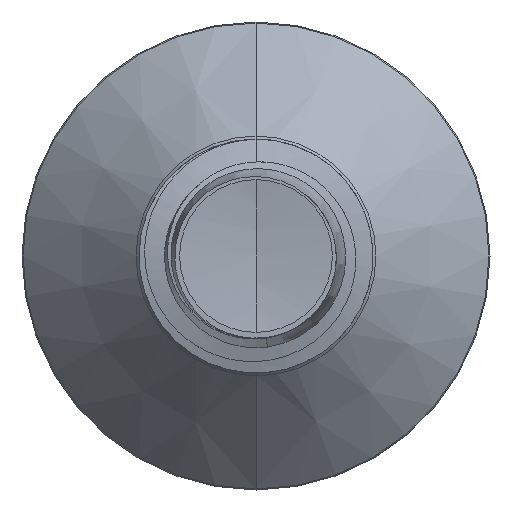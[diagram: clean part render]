
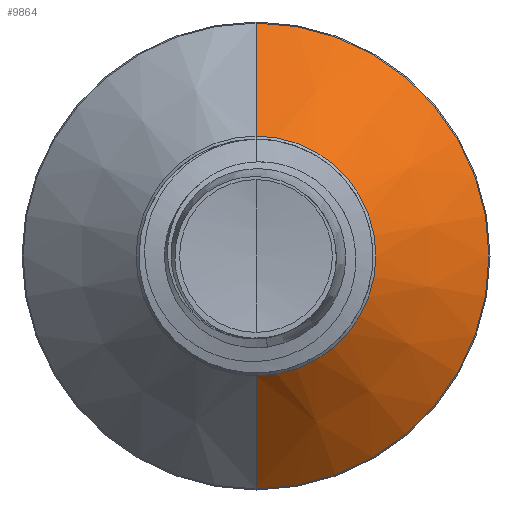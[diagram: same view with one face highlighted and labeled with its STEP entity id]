
A CAD part, front view. The second image highlights one B-rep face of the part: STEP entity #9864.
In plain terms, the highlighted conical face has half-angle 45 degrees and reference radius 2.563 mm.
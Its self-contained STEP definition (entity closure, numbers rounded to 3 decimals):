
#3219 = EDGE_CURVE ( 'NONE', #11427, #7700, #6348, .T. ) ;
#3680 = AXIS2_PLACEMENT_3D ( 'NONE', #4978, #11850, #6229 ) ;
#4135 = CARTESIAN_POINT ( 'NONE',  ( 0., 4.313, -2.563 ) ) ;
#4353 = AXIS2_PLACEMENT_3D ( 'NONE', #6408, #6425, #6436 ) ;
#4978 = CARTESIAN_POINT ( 'NONE',  ( 0., 6.728, 0. ) ) ;
#5494 = CARTESIAN_POINT ( 'NONE',  ( 0., 6.728, -4.978 ) ) ;
#5792 = AXIS2_PLACEMENT_3D ( 'NONE', #9096, #9989, #8167 ) ;
#6077 = ORIENTED_EDGE ( 'NONE', *, *, #10161, .F. ) ;
#6229 = DIRECTION ( 'NONE',  ( 0., 0., 1. ) ) ;
#6348 = CIRCLE ( 'NONE', #4353, 2.563 ) ;
#6408 = CARTESIAN_POINT ( 'NONE',  ( 0., 4.313, 0. ) ) ;
#6425 = DIRECTION ( 'NONE',  ( 0., 1., 0. ) ) ;
#6436 = DIRECTION ( 'NONE',  ( 0., 0., 1. ) ) ;
#6616 = ORIENTED_EDGE ( 'NONE', *, *, #13148, .T. ) ;
#6671 = CONICAL_SURFACE ( 'NONE', #5792, 2.563, 0.785 ) ;
#7303 = FACE_OUTER_BOUND ( 'NONE', #9198, .T. ) ;
#7527 = VECTOR ( 'NONE', #12121, 1000. ) ;
#7576 = LINE ( 'NONE', #14041, #7527 ) ;
#7700 = VERTEX_POINT ( 'NONE', #4135 ) ;
#8167 = DIRECTION ( 'NONE',  ( 0., 0., 1. ) ) ;
#8440 = ORIENTED_EDGE ( 'NONE', *, *, #11882, .F. ) ;
#9096 = CARTESIAN_POINT ( 'NONE',  ( 0., 4.313, 0. ) ) ;
#9128 = CARTESIAN_POINT ( 'NONE',  ( 0., 4.313, 2.563 ) ) ;
#9198 = EDGE_LOOP ( 'NONE', ( #9477, #6616, #8440, #6077 ) ) ;
#9477 = ORIENTED_EDGE ( 'NONE', *, *, #3219, .T. ) ;
#9549 = DIRECTION ( 'NONE',  ( 0., 0.707, 0.707 ) ) ;
#9864 = ADVANCED_FACE ( 'NONE', ( #7303 ), #6671, .T. ) ;
#9989 = DIRECTION ( 'NONE',  ( 0., 1., 0. ) ) ;
#10161 = EDGE_CURVE ( 'NONE', #11427, #12996, #13110, .T. ) ;
#10176 = VERTEX_POINT ( 'NONE', #5494 ) ;
#10805 = VECTOR ( 'NONE', #9549, 1000. ) ;
#11427 = VERTEX_POINT ( 'NONE', #9128 ) ;
#11850 = DIRECTION ( 'NONE',  ( 0., 1., 0. ) ) ;
#11882 = EDGE_CURVE ( 'NONE', #12996, #10176, #14253, .T. ) ;
#12121 = DIRECTION ( 'NONE',  ( 0., 0.707, -0.707 ) ) ;
#12232 = CARTESIAN_POINT ( 'NONE',  ( 0., 4.313, 2.563 ) ) ;
#12996 = VERTEX_POINT ( 'NONE', #13548 ) ;
#13110 = LINE ( 'NONE', #12232, #10805 ) ;
#13148 = EDGE_CURVE ( 'NONE', #7700, #10176, #7576, .T. ) ;
#13548 = CARTESIAN_POINT ( 'NONE',  ( 0., 6.728, 4.978 ) ) ;
#14041 = CARTESIAN_POINT ( 'NONE',  ( 0., 4.313, -2.563 ) ) ;
#14253 = CIRCLE ( 'NONE', #3680, 4.978 ) ;
